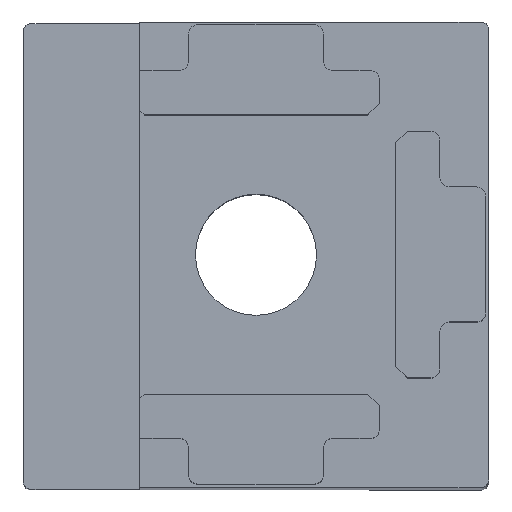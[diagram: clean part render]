
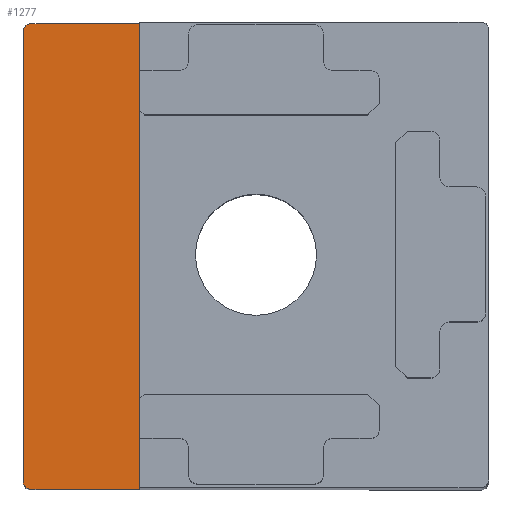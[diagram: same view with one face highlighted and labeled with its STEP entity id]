
A CAD part, top view. The second image highlights one B-rep face of the part: STEP entity #1277.
In plain terms, the highlighted planar face has unit normal (0, 0, 1).
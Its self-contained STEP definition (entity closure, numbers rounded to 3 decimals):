
#53=FACE_OUTER_BOUND('',#123,.T.);
#123=EDGE_LOOP('',(#851,#852,#853,#854,#855,#856));
#203=LINE('',#1883,#339);
#204=LINE('',#1887,#340);
#205=LINE('',#1889,#341);
#206=LINE('',#1890,#342);
#339=VECTOR('',#1493,10.);
#340=VECTOR('',#1496,10.);
#341=VECTOR('',#1497,10.);
#342=VECTOR('',#1498,10.);
#475=CIRCLE('',#1362,0.333);
#476=CIRCLE('',#1363,0.333);
#531=VERTEX_POINT('',#1879);
#532=VERTEX_POINT('',#1880);
#533=VERTEX_POINT('',#1882);
#534=VERTEX_POINT('',#1884);
#535=VERTEX_POINT('',#1886);
#536=VERTEX_POINT('',#1888);
#659=EDGE_CURVE('',#531,#532,#475,.T.);
#660=EDGE_CURVE('',#533,#531,#203,.T.);
#661=EDGE_CURVE('',#534,#533,#476,.T.);
#662=EDGE_CURVE('',#535,#534,#204,.T.);
#663=EDGE_CURVE('',#536,#535,#205,.T.);
#664=EDGE_CURVE('',#532,#536,#206,.T.);
#851=ORIENTED_EDGE('',*,*,#659,.F.);
#852=ORIENTED_EDGE('',*,*,#660,.F.);
#853=ORIENTED_EDGE('',*,*,#661,.F.);
#854=ORIENTED_EDGE('',*,*,#662,.F.);
#855=ORIENTED_EDGE('',*,*,#663,.F.);
#856=ORIENTED_EDGE('',*,*,#664,.F.);
#1235=PLANE('',#1361);
#1277=ADVANCED_FACE('',(#53),#1235,.F.);
#1361=AXIS2_PLACEMENT_3D('',#1878,#1489,#1490);
#1362=AXIS2_PLACEMENT_3D('',#1881,#1491,#1492);
#1363=AXIS2_PLACEMENT_3D('',#1885,#1494,#1495);
#1489=DIRECTION('center_axis',(0.,0.,
-1.));
#1490=DIRECTION('ref_axis',(1.,0.,0.));
#1491=DIRECTION('center_axis',(0.,0.,
-1.));
#1492=DIRECTION('ref_axis',(-0.707,0.707,0.));
#1493=DIRECTION('',(0.,1.,0.));
#1494=DIRECTION('center_axis',(0.,0.,
-1.));
#1495=DIRECTION('ref_axis',(-0.707,-0.707,0.));
#1496=DIRECTION('',(-1.,0.,0.));
#1497=DIRECTION('',(0.,-1.,0.));
#1498=DIRECTION('',(1.,0.,0.));
#1878=CARTESIAN_POINT('Origin',(-60.167,122.499,-138.2));
#1879=CARTESIAN_POINT('',(-60.167,122.166,-138.2));
#1880=CARTESIAN_POINT('',(-59.833,122.499,-138.2));
#1881=CARTESIAN_POINT('Origin',(-59.833,122.166,-138.2));
#1882=CARTESIAN_POINT('',(-60.167,102.833,-138.2));
#1883=CARTESIAN_POINT('',(-60.167,122.499,-138.2));
#1884=CARTESIAN_POINT('',(-59.833,102.5,-138.2));
#1885=CARTESIAN_POINT('Origin',(-59.833,102.833,-138.2));
#1886=CARTESIAN_POINT('',(-55.167,102.5,-138.2));
#1887=CARTESIAN_POINT('',(-55.167,102.5,-138.2));
#1888=CARTESIAN_POINT('',(-55.167,122.499,-138.2));
#1889=CARTESIAN_POINT('',(-55.167,122.499,-138.2));
#1890=CARTESIAN_POINT('',(-50.167,122.499,-138.2));
